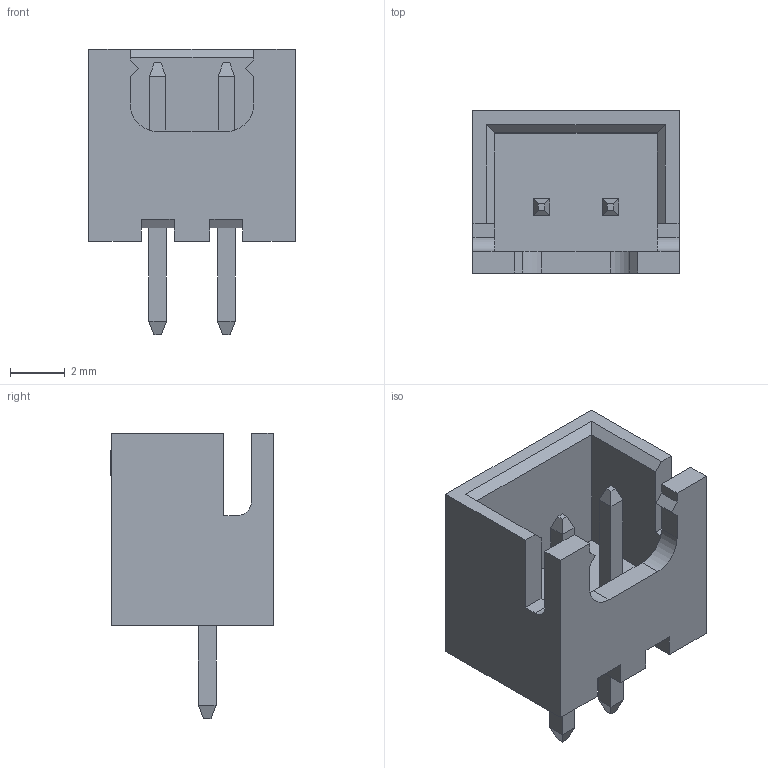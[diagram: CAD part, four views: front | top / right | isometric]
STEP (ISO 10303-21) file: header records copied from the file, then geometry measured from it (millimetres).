
FILE_DESCRIPTION (( 'STEP AP214' ), '1' );
FILE_NAME ('CONN-TH_2P-P2.50_HC-XH-2A-G.STEP', '2023-03-17T23:16:36', ( '' ), ( '' ), 'SwSTEP 2.0', 'SolidWorks 2020', '' );
FILE_SCHEMA (( 'AUTOMOTIVE_DESIGN' ));
Length unit declared in the file: millimetre
Products named in the file (1): CONN-TH_2P-P2.50_HC-XH-2A-G
Bounding box: 7.5 x 5.91 x 10.4 mm (x, y, z)
Volume: 165.3 mm3; surface area: 401.2 mm2
Topology: 1 solids, 1 shells, 305 faces, 822 edges, 542 vertices
Faces by surface type: plane 203, bspline 98, cylinder 4
Entity records: 13341 total; most frequent: CARTESIAN_POINT 2976, ORIENTED_EDGE 1644, DIRECTION 1046, EDGE_CURVE 822, VECTOR 614, LINE 614, VERTEX_POINT 542, EDGE_LOOP 328
